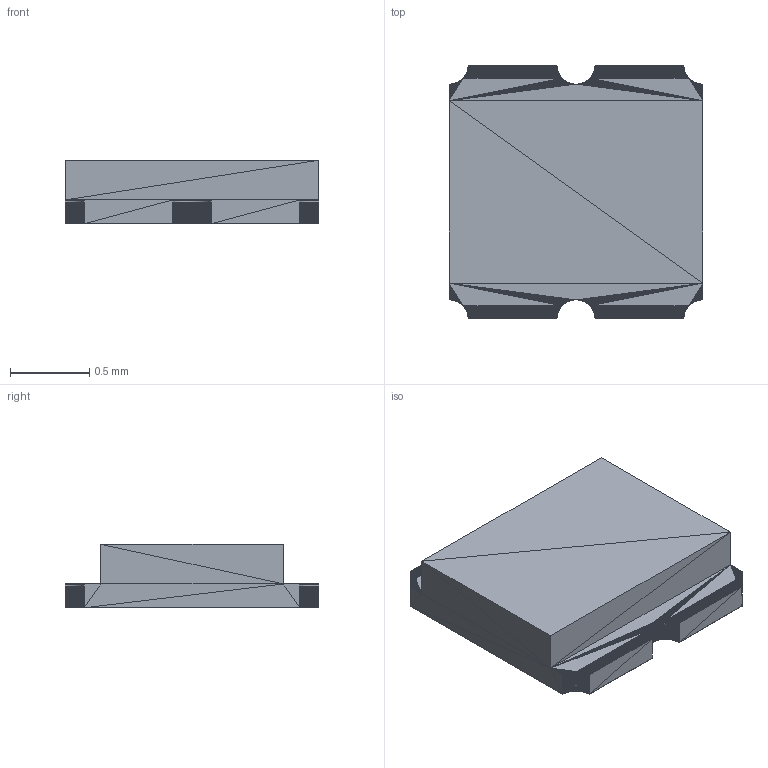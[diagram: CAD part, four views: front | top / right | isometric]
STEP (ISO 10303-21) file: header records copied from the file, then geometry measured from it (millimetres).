
FILE_DESCRIPTION(('FreeCAD Model'),'2;1');
FILE_NAME('Open CASCADE Shape Model','2023-05-26T14:31:12',(''),(''), 'Open CASCADE STEP processor 7.6','FreeCAD','Unknown');
FILE_SCHEMA(('AUTOMOTIVE_DESIGN { 1 0 10303 214 1 1 1 1 }'));
Products named in the file (1): led001
Bounding box: 1.6 x 1.6 x 0.4 mm (x, y, z)
Surface area: 7.3 mm2 (no closed solid volume)
Topology: 0 solids, 1 shells, 1636 faces, 2454 edges, 820 vertices
Faces by surface type: plane 1636
Entity records: 63838 total; most frequent: DIRECTION 10636, CARTESIAN_POINT 9819, LINE 7362, VECTOR 7362, ORIENTED_EDGE 4908, PCURVE 4908, DEFINITIONAL_REPRESENTATION 4908, EDGE_CURVE 2454
